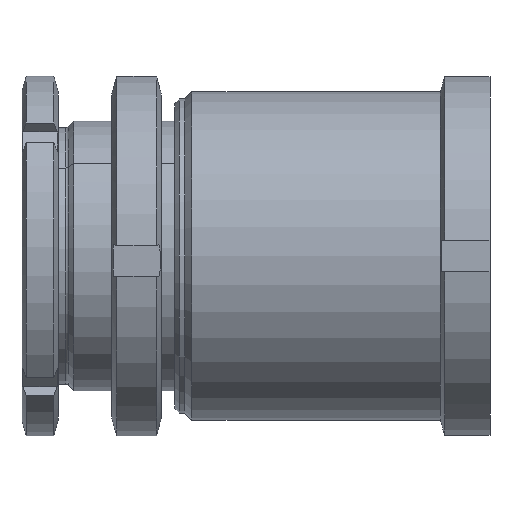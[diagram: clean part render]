
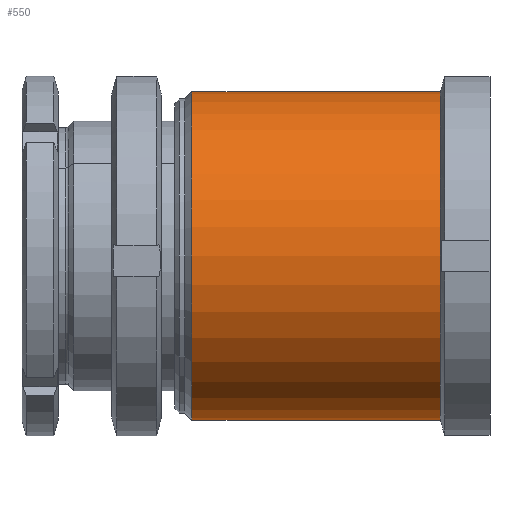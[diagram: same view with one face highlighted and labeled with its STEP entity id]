
A CAD part, left-side view. The second image highlights one B-rep face of the part: STEP entity #550.
In plain terms, the highlighted cylindrical face has radius 36.5 mm (diameter 73 mm), a partial arc.
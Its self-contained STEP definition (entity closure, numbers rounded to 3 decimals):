
#37 = AXIS2_PLACEMENT_3D ( 'NONE', #2650, #2311, #1382 ) ;
#108 = EDGE_LOOP ( 'NONE', ( #2993, #1034, #1898, #4039 ) ) ;
#254 = VERTEX_POINT ( 'NONE', #3413 ) ;
#283 = EDGE_CURVE ( 'NONE', #2449, #254, #405, .T. ) ;
#405 = LINE ( 'NONE', #1884, #3674 ) ;
#439 = DIRECTION ( 'NONE',  ( 0., 1., 0. ) ) ;
#550 = ADVANCED_FACE ( 'NONE', ( #752 ), #4053, .T. ) ;
#633 = VECTOR ( 'NONE', #2979, 1000. ) ;
#639 = EDGE_CURVE ( 'NONE', #3082, #2449, #1561, .T. ) ;
#674 = LINE ( 'NONE', #2031, #633 ) ;
#752 = FACE_OUTER_BOUND ( 'NONE', #108, .T. ) ;
#880 = DIRECTION ( 'NONE',  ( 0., 1., 0. ) ) ;
#962 = CIRCLE ( 'NONE', #37, 36.5 ) ;
#1034 = ORIENTED_EDGE ( 'NONE', *, *, #639, .T. ) ;
#1138 = DIRECTION ( 'NONE',  ( 0., 0., 1. ) ) ;
#1382 = DIRECTION ( 'NONE',  ( 0., 0., 1. ) ) ;
#1409 = EDGE_CURVE ( 'NONE', #3877, #254, #962, .T. ) ;
#1561 = CIRCLE ( 'NONE', #2486, 36.5 ) ;
#1624 = AXIS2_PLACEMENT_3D ( 'NONE', #3648, #439, #1138 ) ;
#1884 = CARTESIAN_POINT ( 'NONE',  ( 0., 10.447, 36.5 ) ) ;
#1898 = ORIENTED_EDGE ( 'NONE', *, *, #283, .T. ) ;
#2031 = CARTESIAN_POINT ( 'NONE',  ( 0., 10.447, -36.5 ) ) ;
#2057 = CARTESIAN_POINT ( 'NONE',  ( 0., -3.8, -36.5 ) ) ;
#2311 = DIRECTION ( 'NONE',  ( 0., 1., 0. ) ) ;
#2449 = VERTEX_POINT ( 'NONE', #3644 ) ;
#2486 = AXIS2_PLACEMENT_3D ( 'NONE', #3014, #880, #3980 ) ;
#2650 = CARTESIAN_POINT ( 'NONE',  ( 0., -3.8, 0. ) ) ;
#2773 = DIRECTION ( 'NONE',  ( 0., 1., 0. ) ) ;
#2979 = DIRECTION ( 'NONE',  ( 0., 1., 0. ) ) ;
#2993 = ORIENTED_EDGE ( 'NONE', *, *, #3438, .F. ) ;
#3014 = CARTESIAN_POINT ( 'NONE',  ( 0., -59., 0. ) ) ;
#3082 = VERTEX_POINT ( 'NONE', #3436 ) ;
#3413 = CARTESIAN_POINT ( 'NONE',  ( 0., -3.8, 36.5 ) ) ;
#3436 = CARTESIAN_POINT ( 'NONE',  ( 0., -59., -36.5 ) ) ;
#3438 = EDGE_CURVE ( 'NONE', #3082, #3877, #674, .T. ) ;
#3644 = CARTESIAN_POINT ( 'NONE',  ( 0., -59., 36.5 ) ) ;
#3648 = CARTESIAN_POINT ( 'NONE',  ( 0., 10.447, 0. ) ) ;
#3674 = VECTOR ( 'NONE', #2773, 1000. ) ;
#3877 = VERTEX_POINT ( 'NONE', #2057 ) ;
#3980 = DIRECTION ( 'NONE',  ( 0., 0., 1. ) ) ;
#4039 = ORIENTED_EDGE ( 'NONE', *, *, #1409, .F. ) ;
#4053 = CYLINDRICAL_SURFACE ( 'NONE', #1624, 36.5 ) ;
